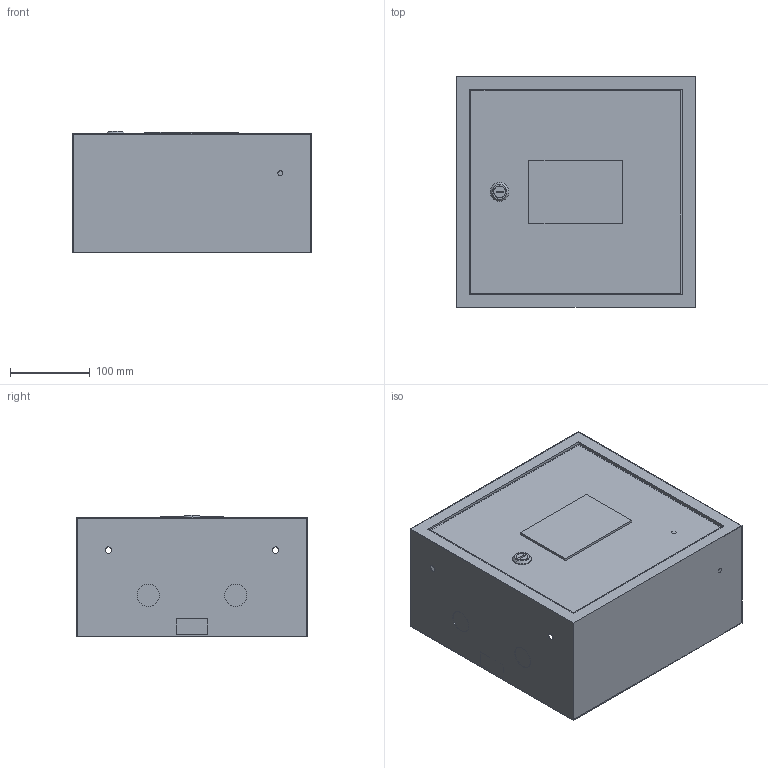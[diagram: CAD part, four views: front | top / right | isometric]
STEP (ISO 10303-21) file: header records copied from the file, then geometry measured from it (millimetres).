
FILE_DESCRIPTION (( 'STEP AP214' ), '1' );
FILE_NAME ('MKM51-YAU-290-300-L_Êîðïóñ ìåòàëëè÷åñêèé ßÓ-290-300 36 LIGHT IEK.STEP', '2021-03-31T11:58:59', ( '' ), ( '' ), 'SwSTEP 2.0', 'SolidWorks 2017', '' );
FILE_SCHEMA (( 'AUTOMOTIVE_DESIGN' ));
Length unit declared in the file: millimetre
Products named in the file (5): Äâåðü ßÓ; MKM51-YAU-290-300-L_Êîðïóñ ìåòàëëè÷åñêèé ßÓ-290-300 36 LIGHT IEK; Âèíò_ðåçüáîâûäàâëèâàþùèé_Œ4å9; 挓鎀霠罻 葯; 029.00.05_DIN-謥濋趌-02
Assembly tree (5 placements, depth 2):
  MKM51-YAU-290-300-L_Êîðïóñ ìåòàëëè÷åñêèé ßÓ-290-300 36 LIGHT IEK
    挓鎀霠罻 葯
    Äâåðü ßÓ
    029.00.05_DIN-謥濋趌-02
    Âèíò_ðåçüáîâûäàâëèâàþùèé_Œ4å9  x2
Bounding box: 300 x 290 x 152.8 mm (x, y, z)
Volume: 331475.5 mm3; surface area: 703768.3 mm2
Topology: 7 solids, 7 shells, 324 faces, 811 edges, 528 vertices
Faces by surface type: plane 188, cylinder 118, bspline 8, torus 4, sphere 4, cone 2
Entity records: 9516 total; most frequent: CARTESIAN_POINT 2069, DIRECTION 1509, ORIENTED_EDGE 1454, EDGE_CURVE 727, AXIS2_PLACEMENT_3D 526, VERTEX_POINT 470, VECTOR 457, LINE 457
